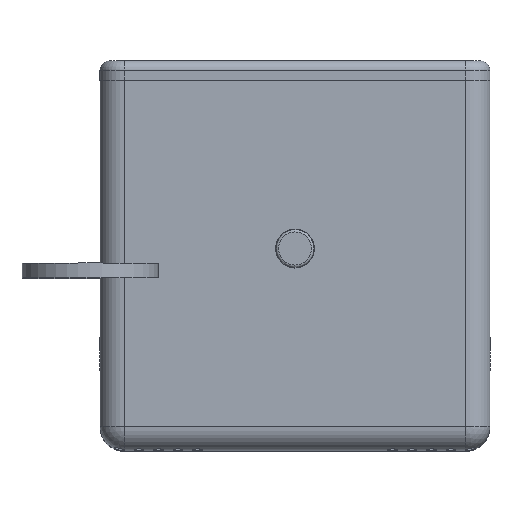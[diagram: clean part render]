
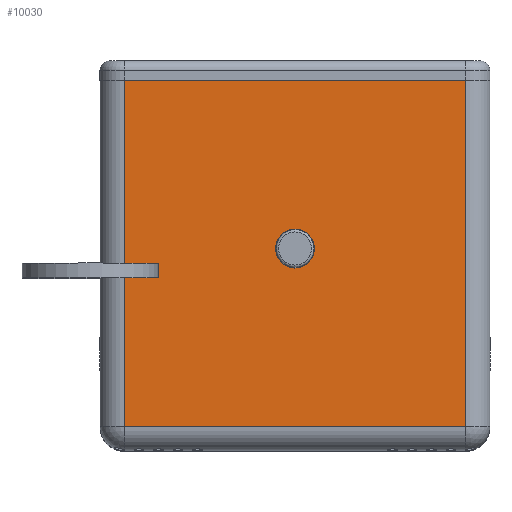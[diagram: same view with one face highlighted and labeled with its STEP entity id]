
A CAD part, top view. The second image highlights one B-rep face of the part: STEP entity #10030.
In plain terms, the highlighted planar face has unit normal (0, 0, 1).
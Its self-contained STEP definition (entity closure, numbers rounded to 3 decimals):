
#346=FACE_BOUND('',#2216,.T.);
#347=FACE_BOUND('',#2217,.T.);
#542=CIRCLE('',#10498,4.);
#543=CIRCLE('',#10499,4.);
#561=CIRCLE('',#10524,1.5);
#562=CIRCLE('',#10525,1.5);
#1671=FACE_OUTER_BOUND('',#2215,.T.);
#2215=EDGE_LOOP('',(#7528,#7529,#7530,#7531));
#2216=EDGE_LOOP('',(#7532,#7533));
#2217=EDGE_LOOP('',(#7534,#7535));
#2872=LINE('',#17074,#3491);
#2947=LINE('',#18401,#3566);
#2948=LINE('',#18406,#3567);
#2954=LINE('',#18421,#3573);
#3491=VECTOR('',#12479,10.);
#3566=VECTOR('',#12806,10.);
#3567=VECTOR('',#12811,10.);
#3573=VECTOR('',#12827,10.);
#3937=VERTEX_POINT('',#14644);
#3938=VERTEX_POINT('',#14645);
#3956=VERTEX_POINT('',#14696);
#3957=VERTEX_POINT('',#14697);
#4241=VERTEX_POINT('',#17069);
#4242=VERTEX_POINT('',#17073);
#4333=VERTEX_POINT('',#18397);
#4336=VERTEX_POINT('',#18404);
#4904=EDGE_CURVE('',#3937,#3938,#542,.T.);
#4905=EDGE_CURVE('',#3938,#3937,#543,.T.);
#4930=EDGE_CURVE('',#3956,#3957,#561,.T.);
#4931=EDGE_CURVE('',#3957,#3956,#562,.T.);
#5362=EDGE_CURVE('',#4241,#4242,#2872,.T.);
#5546=EDGE_CURVE('',#4242,#4333,#2947,.T.);
#5548=EDGE_CURVE('',#4336,#4241,#2948,.T.);
#5556=EDGE_CURVE('',#4333,#4336,#2954,.T.);
#7528=ORIENTED_EDGE('',*,*,#5546,.F.);
#7529=ORIENTED_EDGE('',*,*,#5362,.F.);
#7530=ORIENTED_EDGE('',*,*,#5548,.F.);
#7531=ORIENTED_EDGE('',*,*,#5556,.F.);
#7532=ORIENTED_EDGE('',*,*,#4904,.T.);
#7533=ORIENTED_EDGE('',*,*,#4905,.T.);
#7534=ORIENTED_EDGE('',*,*,#4930,.T.);
#7535=ORIENTED_EDGE('',*,*,#4931,.T.);
#9258=PLANE('',#10940);
#10030=ADVANCED_FACE('',(#1671,#346,#347),#9258,.T.);
#10498=AXIS2_PLACEMENT_3D('',#14646,#11689,#11690);
#10499=AXIS2_PLACEMENT_3D('',#14647,#11691,#11692);
#10524=AXIS2_PLACEMENT_3D('',#14698,#11748,#11749);
#10525=AXIS2_PLACEMENT_3D('',#14699,#11750,#11751);
#10940=AXIS2_PLACEMENT_3D('',#18420,#12825,#12826);
#11689=DIRECTION('center_axis',(0.,0.,-1.));
#11690=DIRECTION('ref_axis',(1.,0.,0.));
#11691=DIRECTION('center_axis',(0.,0.,-1.));
#11692=DIRECTION('ref_axis',(1.,0.,0.));
#11748=DIRECTION('center_axis',(0.,0.,-1.));
#11749=DIRECTION('ref_axis',(1.,0.,0.));
#11750=DIRECTION('center_axis',(0.,0.,-1.));
#11751=DIRECTION('ref_axis',(1.,0.,0.));
#12479=DIRECTION('',(0.,1.,0.));
#12806=DIRECTION('',(1.,0.,0.));
#12811=DIRECTION('',(-1.,0.,0.));
#12825=DIRECTION('center_axis',(0.,0.,1.));
#12826=DIRECTION('ref_axis',(0.,-1.,0.));
#12827=DIRECTION('',(0.,-1.,0.));
#14644=CARTESIAN_POINT('',(45.5,0.,40.));
#14645=CARTESIAN_POINT('',(37.5,0.,40.));
#14646=CARTESIAN_POINT('Origin',(41.5,0.,40.));
#14647=CARTESIAN_POINT('Origin',(41.5,0.,40.));
#14696=CARTESIAN_POINT('',(38.5,30.,40.));
#14697=CARTESIAN_POINT('',(35.5,30.,40.));
#14698=CARTESIAN_POINT('Origin',(37.,30.,40.));
#14699=CARTESIAN_POINT('Origin',(37.,30.,40.));
#17069=CARTESIAN_POINT('',(5.,-35.,40.));
#17073=CARTESIAN_POINT('',(5.,35.,40.));
#17074=CARTESIAN_POINT('',(5.,20.,40.));
#18397=CARTESIAN_POINT('',(76.,35.,40.));
#18401=CARTESIAN_POINT('',(0.,35.,40.));
#18404=CARTESIAN_POINT('',(76.,-35.,40.));
#18406=CARTESIAN_POINT('',(0.,-35.,40.));
#18420=CARTESIAN_POINT('Origin',(0.,40.,40.));
#18421=CARTESIAN_POINT('',(76.,40.,40.));
